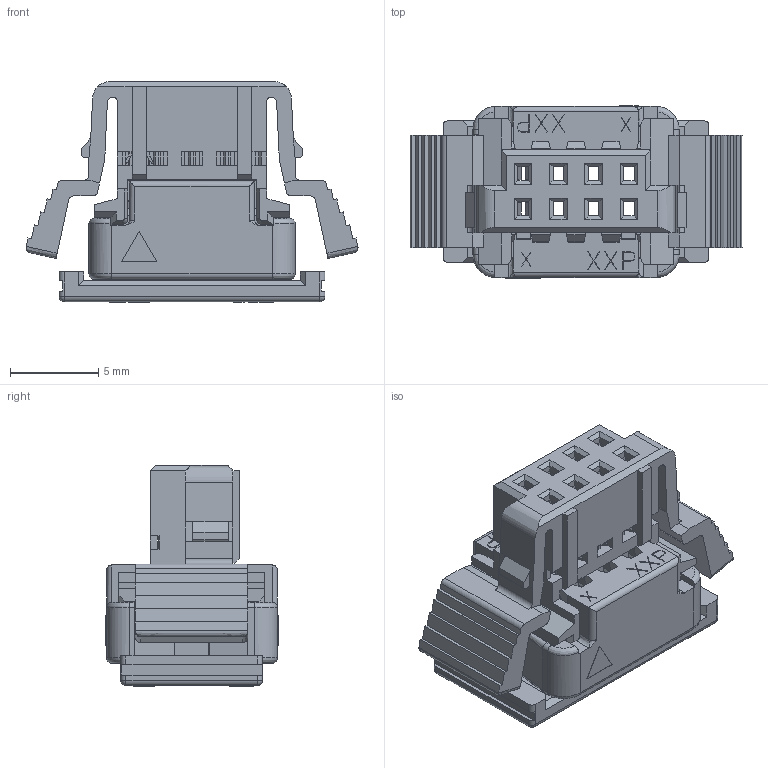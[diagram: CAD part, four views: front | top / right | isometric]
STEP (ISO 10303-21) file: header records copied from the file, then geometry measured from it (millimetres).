
FILE_DESCRIPTION( ('This file contains a STEP AP42 implementation' ,'as created by ZW3D STEP Interface translator.') ,'2;1' );
FILE_NAME( '3918-SXX-2C00GBXA1.stp' ,'23 9 5.1636 3', (''), ('ZWCAD Software Co.'), 'Version 1.0', 'ZW3D to STEP translator', '' );
FILE_SCHEMA(('AUTOMOTIVE_DESIGN { 1 0 10303 214 1 1 1 1 }'));
Length unit declared in the file: millimetre
Products named in the file (2): 0; 3918-S08-2C00GBXA1+傷赽(KF)
Bounding box: 18.85 x 9.77 x 12.55 mm (x, y, z)
Volume: 715.9 mm3; surface area: 2138.1 mm2
Topology: 3 solids, 3 shells, 1606 faces, 4309 edges, 2670 vertices
Faces by surface type: plane 1192, bspline 234, cylinder 164, cone 12, sphere 4
Entity records: 55266 total; most frequent: CARTESIAN_POINT 14525, ORIENTED_EDGE 8614, DIRECTION 7292, EDGE_CURVE 4305, VECTOR 3610, LINE 3610, VERTEX_POINT 2670, AXIS2_PLACEMENT_3D 1841
